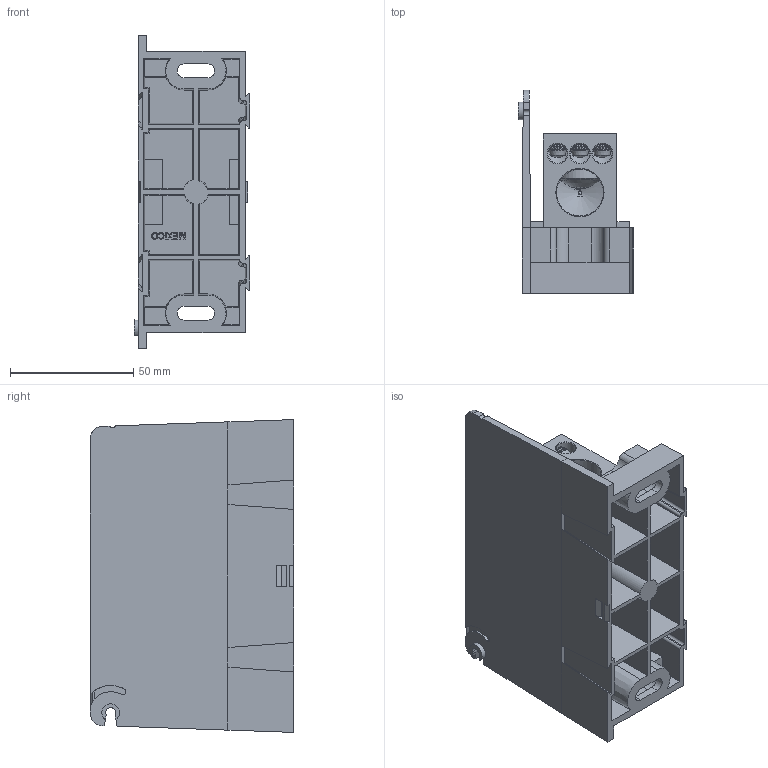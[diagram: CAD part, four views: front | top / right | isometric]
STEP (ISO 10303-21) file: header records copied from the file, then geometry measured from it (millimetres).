
FILE_DESCRIPTION (( 'STEP AP214' ), '1' );
FILE_NAME ('701928rev-ADDER.STEP', '2019-12-16T13:57:00', ( '' ), ( '' ), 'SwSTEP 2.0', 'SolidWorks 2017', '' );
FILE_SCHEMA (( 'AUTOMOTIVE_DESIGN' ));
Length unit declared in the file: inch
Products named in the file (2): 701928rev-ADDER
Bounding box: 46.93 x 82.55 x 127.01 mm (x, y, z)
Volume: 131606.4 mm3; surface area: 76842.6 mm2
Topology: 8 solids, 8 shells, 545 faces, 1462 edges, 953 vertices
Faces by surface type: plane 255, cylinder 130, cone 127, bspline 24, sphere 5, torus 4
Full cylindrical faces by diameter (mm): 4.928 x1, 6.909 x4, 7.009 x12, 7.925 x12, 10.795 x1, 12.7 x1, 15.875 x1, 17.475 x1, 19.05 x2, 22.225 x1
Entity records: 28862 total; most frequent: CARTESIAN_POINT 9456, ORIENTED_EDGE 2556, DIRECTION 2272, EDGE_CURVE 1278, VERTEX_POINT 884, AXIS2_PLACEMENT_3D 766, VECTOR 740, LINE 740
